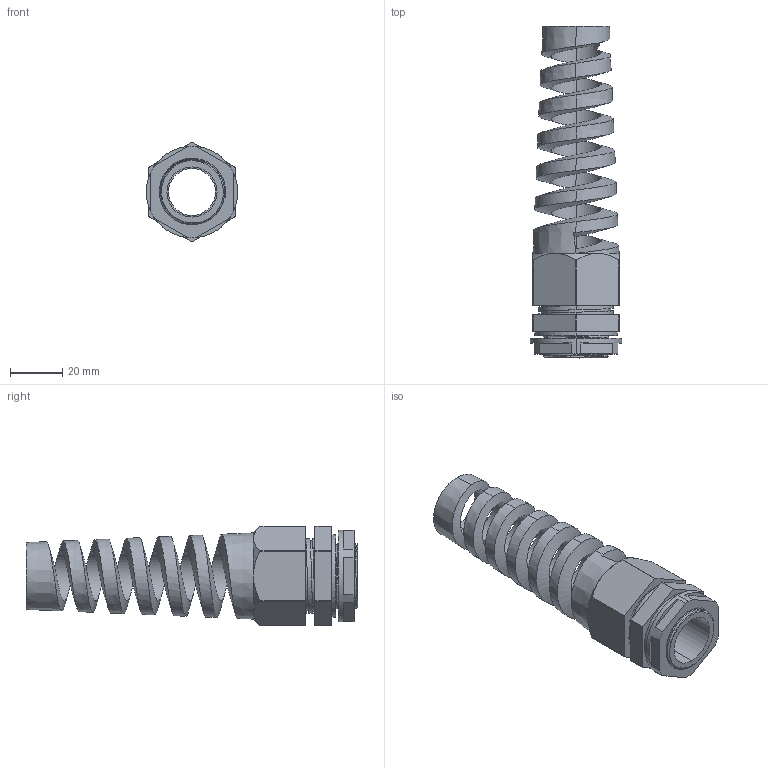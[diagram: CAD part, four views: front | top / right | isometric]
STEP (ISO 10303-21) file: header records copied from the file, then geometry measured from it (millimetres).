
FILE_DESCRIPTION (( 'STEP AP203' ), '1' );
FILE_NAME ('BMSPX-25-W.step', '2016-02-11T13:27:27', ( '' ), ( '' ), 'SwSTEP 2.0', 'SolidWorks 2015', '' );
FILE_SCHEMA (( 'CONFIG_CONTROL_DESIGN' ));
Length unit declared in the file: millimetre
Products named in the file (1): BMSPX-25-W
Bounding box: 35 x 127 x 38 mm (x, y, z)
Volume: 41218.5 mm3; surface area: 32760.4 mm2
Topology: 5 solids, 5 shells, 235 faces, 657 edges, 434 vertices
Faces by surface type: plane 103, cylinder 93, cone 23, bspline 14, torus 2
Entity records: 14701 total; most frequent: CARTESIAN_POINT 8988, ORIENTED_EDGE 1314, DIRECTION 1068, EDGE_CURVE 657, VERTEX_POINT 434, AXIS2_PLACEMENT_3D 390, LINE 288, VECTOR 288
